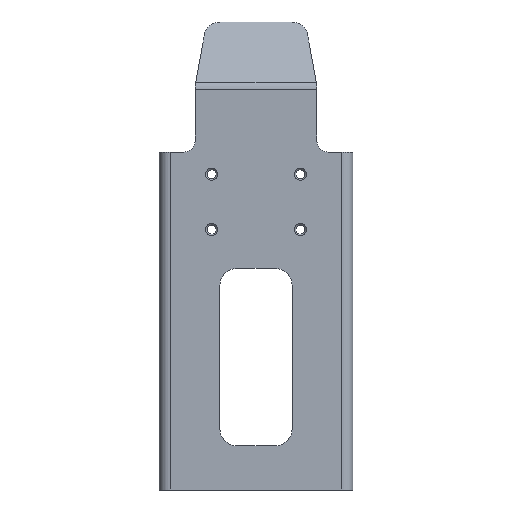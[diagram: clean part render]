
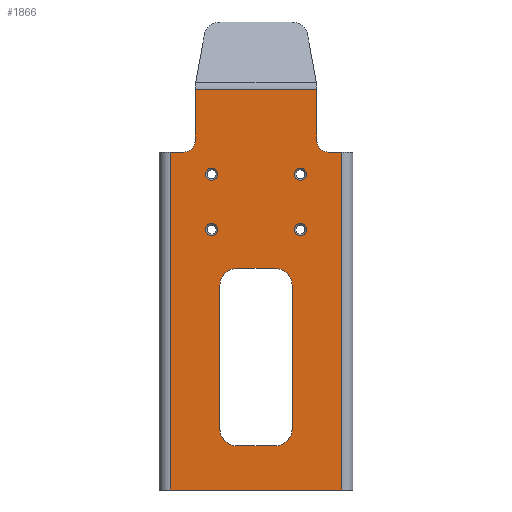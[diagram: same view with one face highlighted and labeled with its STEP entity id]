
A CAD part, front view. The second image highlights one B-rep face of the part: STEP entity #1866.
In plain terms, the highlighted planar face has unit normal (0, -1, 0).
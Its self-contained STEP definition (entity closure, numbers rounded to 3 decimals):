
#294=DIRECTION('',(0.,0.,1.));
#295=VECTOR('',#294,61.);
#296=CARTESIAN_POINT('',(-15.5,-1.5,-11.));
#297=LINE('',#296,#295);
#298=DIRECTION('',(0.,0.,-1.));
#299=VECTOR('',#298,9.272);
#300=CARTESIAN_POINT('',(-11.,-1.5,61.272));
#301=LINE('',#300,#299);
#302=DIRECTION('',(0.,0.,1.));
#303=VECTOR('',#302,9.272);
#304=CARTESIAN_POINT('',(11.,-1.5,52.));
#305=LINE('',#304,#303);
#306=DIRECTION('',(0.,0.,1.));
#307=VECTOR('',#306,61.);
#308=CARTESIAN_POINT('',(15.5,-1.5,-11.));
#309=LINE('',#308,#307);
#310=DIRECTION('',(-1.,0.,0.));
#311=VECTOR('',#310,7.);
#312=CARTESIAN_POINT('',(3.5,-1.5,-3.));
#313=LINE('',#312,#311);
#314=CARTESIAN_POINT('',(3.5,-1.5,0.));
#315=DIRECTION('',(0.,-1.,0.));
#316=DIRECTION('',(0.,0.,-1.));
#317=AXIS2_PLACEMENT_3D('',#314,#315,#316);
#319=DIRECTION('',(0.,0.,-1.));
#320=VECTOR('',#319,26.);
#321=CARTESIAN_POINT('',(6.5,-1.5,26.));
#322=LINE('',#321,#320);
#323=CARTESIAN_POINT('',(3.5,-1.5,26.));
#324=DIRECTION('',(0.,-1.,0.));
#325=DIRECTION('',(1.,0.,0.));
#326=AXIS2_PLACEMENT_3D('',#323,#324,#325);
#328=DIRECTION('',(1.,0.,0.));
#329=VECTOR('',#328,7.);
#330=CARTESIAN_POINT('',(-3.5,-1.5,29.));
#331=LINE('',#330,#329);
#332=CARTESIAN_POINT('',(-3.5,-1.5,26.));
#333=DIRECTION('',(0.,-1.,0.));
#334=DIRECTION('',(0.,0.,1.));
#335=AXIS2_PLACEMENT_3D('',#332,#333,#334);
#337=DIRECTION('',(0.,0.,1.));
#338=VECTOR('',#337,26.);
#339=CARTESIAN_POINT('',(-6.5,-1.5,0.));
#340=LINE('',#339,#338);
#341=CARTESIAN_POINT('',(-3.5,-1.5,0.));
#342=DIRECTION('',(0.,-1.,0.));
#343=DIRECTION('',(-1.,0.,0.));
#344=AXIS2_PLACEMENT_3D('',#341,#342,#343);
#346=CARTESIAN_POINT('',(8.,-1.5,46.));
#347=DIRECTION('',(0.,-1.,0.));
#348=DIRECTION('',(-1.,0.,0.));
#349=AXIS2_PLACEMENT_3D('',#346,#347,#348);
#351=CARTESIAN_POINT('',(8.,-1.5,46.));
#352=DIRECTION('',(0.,-1.,0.));
#353=DIRECTION('',(1.,0.,0.));
#354=AXIS2_PLACEMENT_3D('',#351,#352,#353);
#356=CARTESIAN_POINT('',(-8.,-1.5,46.));
#357=DIRECTION('',(0.,-1.,0.));
#358=DIRECTION('',(-1.,0.,0.));
#359=AXIS2_PLACEMENT_3D('',#356,#357,#358);
#361=CARTESIAN_POINT('',(-8.,-1.5,46.));
#362=DIRECTION('',(0.,-1.,0.));
#363=DIRECTION('',(1.,0.,0.));
#364=AXIS2_PLACEMENT_3D('',#361,#362,#363);
#366=CARTESIAN_POINT('',(8.,-1.5,36.));
#367=DIRECTION('',(0.,-1.,0.));
#368=DIRECTION('',(-1.,0.,0.));
#369=AXIS2_PLACEMENT_3D('',#366,#367,#368);
#371=CARTESIAN_POINT('',(8.,-1.5,36.));
#372=DIRECTION('',(0.,-1.,0.));
#373=DIRECTION('',(1.,0.,0.));
#374=AXIS2_PLACEMENT_3D('',#371,#372,#373);
#376=CARTESIAN_POINT('',(-8.,-1.5,36.));
#377=DIRECTION('',(0.,-1.,0.));
#378=DIRECTION('',(-1.,0.,0.));
#379=AXIS2_PLACEMENT_3D('',#376,#377,#378);
#381=CARTESIAN_POINT('',(-8.,-1.5,36.));
#382=DIRECTION('',(0.,-1.,0.));
#383=DIRECTION('',(1.,0.,0.));
#384=AXIS2_PLACEMENT_3D('',#381,#382,#383);
#390=DIRECTION('',(-1.,0.,0.));
#391=VECTOR('',#390,2.5);
#392=CARTESIAN_POINT('',(-13.,-1.5,50.));
#393=LINE('',#392,#391);
#398=CARTESIAN_POINT('',(-13.,-1.5,52.));
#399=DIRECTION('',(0.,1.,0.));
#400=DIRECTION('',(1.,0.,0.));
#401=AXIS2_PLACEMENT_3D('',#398,#399,#400);
#508=DIRECTION('',(-1.,0.,0.));
#509=VECTOR('',#508,31.);
#510=CARTESIAN_POINT('',(15.5,-1.5,-11.));
#511=LINE('',#510,#509);
#812=DIRECTION('',(-1.,0.,0.));
#813=VECTOR('',#812,2.5);
#814=CARTESIAN_POINT('',(15.5,-1.5,50.));
#815=LINE('',#814,#813);
#816=CARTESIAN_POINT('',(13.,-1.5,52.));
#817=DIRECTION('',(0.,1.,0.));
#818=DIRECTION('',(0.,0.,-1.));
#819=AXIS2_PLACEMENT_3D('',#816,#817,#818);
#847=CARTESIAN_POINT('',(11.,-1.5,61.272));
#849=DIRECTION('',(-1.,0.,0.));
#850=VECTOR('',#849,22.);
#851=CARTESIAN_POINT('',(11.,-1.5,61.272));
#852=LINE('',#851,#850);
#858=CARTESIAN_POINT('',(-11.,-1.5,61.272));
#1103=CARTESIAN_POINT('',(15.5,-1.5,-11.));
#1105=VERTEX_POINT('',#1103);
#1106=CARTESIAN_POINT('',(-15.5,-1.5,-11.));
#1107=VERTEX_POINT('',#1106);
#1111=CARTESIAN_POINT('',(15.5,-1.5,50.));
#1113=VERTEX_POINT('',#1111);
#1114=CARTESIAN_POINT('',(-15.5,-1.5,50.));
#1116=VERTEX_POINT('',#1114);
#1138=CARTESIAN_POINT('',(3.5,-1.5,-3.));
#1139=CARTESIAN_POINT('',(-3.5,-1.5,-3.));
#1140=VERTEX_POINT('',#1138);
#1141=VERTEX_POINT('',#1139);
#1142=CARTESIAN_POINT('',(-6.5,-1.5,0.));
#1143=VERTEX_POINT('',#1142);
#1144=CARTESIAN_POINT('',(-6.5,-1.5,26.));
#1145=VERTEX_POINT('',#1144);
#1146=CARTESIAN_POINT('',(-3.5,-1.5,29.));
#1147=VERTEX_POINT('',#1146);
#1148=CARTESIAN_POINT('',(3.5,-1.5,29.));
#1149=VERTEX_POINT('',#1148);
#1150=CARTESIAN_POINT('',(6.5,-1.5,26.));
#1151=VERTEX_POINT('',#1150);
#1152=CARTESIAN_POINT('',(6.5,-1.5,0.));
#1153=VERTEX_POINT('',#1152);
#1156=VERTEX_POINT('',#847);
#1157=VERTEX_POINT('',#858);
#1218=CARTESIAN_POINT('',(13.,-1.5,50.));
#1220=VERTEX_POINT('',#1218);
#1222=CARTESIAN_POINT('',(11.,-1.5,52.));
#1224=VERTEX_POINT('',#1222);
#1226=CARTESIAN_POINT('',(-11.,-1.5,52.));
#1228=VERTEX_POINT('',#1226);
#1230=CARTESIAN_POINT('',(-13.,-1.5,50.));
#1232=VERTEX_POINT('',#1230);
#1346=CARTESIAN_POINT('',(6.9,-1.5,46.));
#1347=CARTESIAN_POINT('',(9.1,-1.5,46.));
#1348=VERTEX_POINT('',#1346);
#1349=VERTEX_POINT('',#1347);
#1358=CARTESIAN_POINT('',(-9.1,-1.5,46.));
#1359=CARTESIAN_POINT('',(-6.9,-1.5,46.));
#1360=VERTEX_POINT('',#1358);
#1361=VERTEX_POINT('',#1359);
#1370=CARTESIAN_POINT('',(6.9,-1.5,36.));
#1371=CARTESIAN_POINT('',(9.1,-1.5,36.));
#1372=VERTEX_POINT('',#1370);
#1373=VERTEX_POINT('',#1371);
#1382=CARTESIAN_POINT('',(-9.1,-1.5,36.));
#1383=CARTESIAN_POINT('',(-6.9,-1.5,36.));
#1384=VERTEX_POINT('',#1382);
#1385=VERTEX_POINT('',#1383);
#1798=CARTESIAN_POINT('',(15.5,-1.5,-11.));
#1799=DIRECTION('',(0.,1.,0.));
#1800=DIRECTION('',(-1.,0.,0.));
#1801=AXIS2_PLACEMENT_3D('',#1798,#1799,#1800);
#1802=PLANE('',#1801);
#1804=ORIENTED_EDGE('',*,*,#1803,.F.);
#1806=ORIENTED_EDGE('',*,*,#1805,.F.);
#1808=ORIENTED_EDGE('',*,*,#1807,.F.);
#1810=ORIENTED_EDGE('',*,*,#1809,.F.);
#1812=ORIENTED_EDGE('',*,*,#1811,.F.);
#1814=ORIENTED_EDGE('',*,*,#1813,.F.);
#1816=ORIENTED_EDGE('',*,*,#1815,.F.);
#1818=ORIENTED_EDGE('',*,*,#1817,.F.);
#1820=ORIENTED_EDGE('',*,*,#1819,.T.);
#1821=ORIENTED_EDGE('',*,*,#1793,.T.);
#1822=EDGE_LOOP('',(#1804,#1806,#1808,#1810,#1812,#1814,#1816,#1818,#1820,
#1821));
#1823=FACE_OUTER_BOUND('',#1822,.F.);
#1825=ORIENTED_EDGE('',*,*,#1824,.F.);
#1827=ORIENTED_EDGE('',*,*,#1826,.T.);
#1829=ORIENTED_EDGE('',*,*,#1828,.F.);
#1831=ORIENTED_EDGE('',*,*,#1830,.T.);
#1833=ORIENTED_EDGE('',*,*,#1832,.F.);
#1835=ORIENTED_EDGE('',*,*,#1834,.T.);
#1837=ORIENTED_EDGE('',*,*,#1836,.F.);
#1839=ORIENTED_EDGE('',*,*,#1838,.T.);
#1840=EDGE_LOOP('',(#1825,#1827,#1829,#1831,#1833,#1835,#1837,#1839));
#1841=FACE_BOUND('',#1840,.F.);
#1843=ORIENTED_EDGE('',*,*,#1842,.T.);
#1845=ORIENTED_EDGE('',*,*,#1844,.T.);
#1846=EDGE_LOOP('',(#1843,#1845));
#1847=FACE_BOUND('',#1846,.F.);
#1849=ORIENTED_EDGE('',*,*,#1848,.T.);
#1851=ORIENTED_EDGE('',*,*,#1850,.T.);
#1852=EDGE_LOOP('',(#1849,#1851));
#1853=FACE_BOUND('',#1852,.F.);
#1855=ORIENTED_EDGE('',*,*,#1854,.T.);
#1857=ORIENTED_EDGE('',*,*,#1856,.T.);
#1858=EDGE_LOOP('',(#1855,#1857));
#1859=FACE_BOUND('',#1858,.F.);
#1861=ORIENTED_EDGE('',*,*,#1860,.T.);
#1863=ORIENTED_EDGE('',*,*,#1862,.T.);
#1864=EDGE_LOOP('',(#1861,#1863));
#1865=FACE_BOUND('',#1864,.F.);
#1866=ADVANCED_FACE('',(#1823,#1841,#1847,#1853,#1859,#1865),#1802,.F.);
#318=CIRCLE('',#317,3.);
#327=CIRCLE('',#326,3.);
#336=CIRCLE('',#335,3.);
#345=CIRCLE('',#344,3.);
#350=CIRCLE('',#349,1.1);
#355=CIRCLE('',#354,1.1);
#360=CIRCLE('',#359,1.1);
#365=CIRCLE('',#364,1.1);
#370=CIRCLE('',#369,1.1);
#375=CIRCLE('',#374,1.1);
#380=CIRCLE('',#379,1.1);
#385=CIRCLE('',#384,1.1);
#402=CIRCLE('',#401,2.);
#820=CIRCLE('',#819,2.);
#1793=EDGE_CURVE('',#1107,#1116,#297,.T.);
#1803=EDGE_CURVE('',#1232,#1116,#393,.T.);
#1805=EDGE_CURVE('',#1228,#1232,#402,.T.);
#1807=EDGE_CURVE('',#1157,#1228,#301,.T.);
#1809=EDGE_CURVE('',#1156,#1157,#852,.T.);
#1811=EDGE_CURVE('',#1224,#1156,#305,.T.);
#1813=EDGE_CURVE('',#1220,#1224,#820,.T.);
#1815=EDGE_CURVE('',#1113,#1220,#815,.T.);
#1817=EDGE_CURVE('',#1105,#1113,#309,.T.);
#1819=EDGE_CURVE('',#1105,#1107,#511,.T.);
#1824=EDGE_CURVE('',#1140,#1141,#313,.T.);
#1826=EDGE_CURVE('',#1140,#1153,#318,.T.);
#1828=EDGE_CURVE('',#1151,#1153,#322,.T.);
#1830=EDGE_CURVE('',#1151,#1149,#327,.T.);
#1832=EDGE_CURVE('',#1147,#1149,#331,.T.);
#1834=EDGE_CURVE('',#1147,#1145,#336,.T.);
#1836=EDGE_CURVE('',#1143,#1145,#340,.T.);
#1838=EDGE_CURVE('',#1143,#1141,#345,.T.);
#1842=EDGE_CURVE('',#1348,#1349,#350,.T.);
#1844=EDGE_CURVE('',#1349,#1348,#355,.T.);
#1848=EDGE_CURVE('',#1360,#1361,#360,.T.);
#1850=EDGE_CURVE('',#1361,#1360,#365,.T.);
#1854=EDGE_CURVE('',#1372,#1373,#370,.T.);
#1856=EDGE_CURVE('',#1373,#1372,#375,.T.);
#1860=EDGE_CURVE('',#1384,#1385,#380,.T.);
#1862=EDGE_CURVE('',#1385,#1384,#385,.T.);
